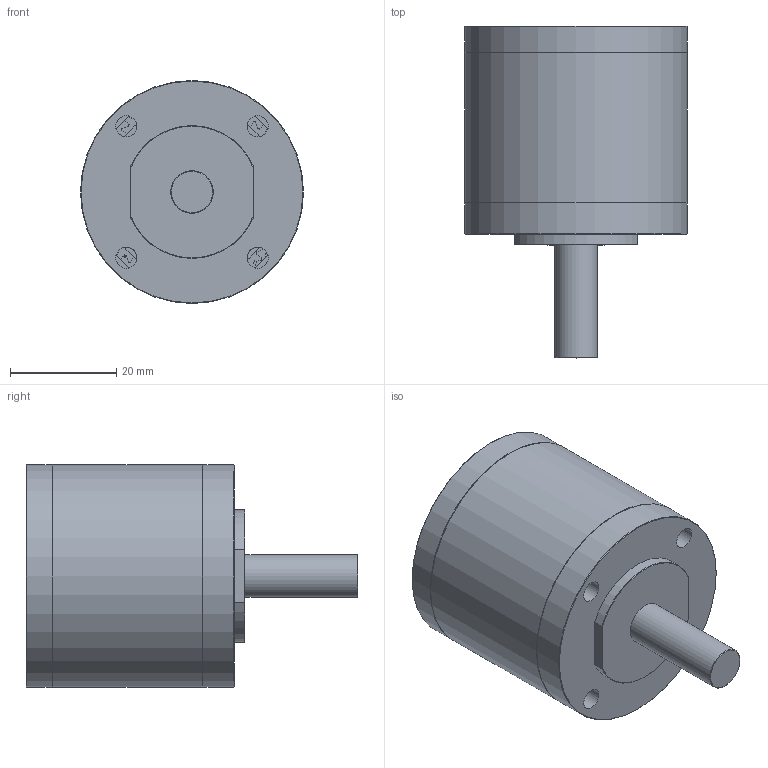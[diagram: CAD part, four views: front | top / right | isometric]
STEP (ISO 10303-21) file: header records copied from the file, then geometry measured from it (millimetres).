
FILE_DESCRIPTION( ( '' ), ' ' );
FILE_NAME( '5768dd00e4b000f7086f5c5c.step', '2016-06-21T06:21:53', ( '' ), ( '' ), ' ', ' ', ' ' );
FILE_SCHEMA( ( 'AUTOMOTIVE_DESIGN { 1 0 10303 214 1 1 1 1 }' ) );
Length unit declared in the file: metre
Products named in the file (9): IG42C-39.2Dtype <1>; フランジ; 39.2; フロントカバー; Dカットシャフト; Assem1; Part 1
Assembly tree (13 placements, depth 3):
  Assem1
    Part 1  x4
    Part 1
    Part 1  x3
    IG42C-39.2Dtype <1>
      フランジ
      39.2
      フロントカバー
      Dカットシャフト
Bounding box: 42 x 62.5 x 42 mm (x, y, z)
Volume: 44100.1 mm3; surface area: 26524.9 mm2
Topology: 12 solids, 12 shells, 1369 faces, 4016 edges, 2679 vertices
Faces by surface type: cylinder 1319, plane 38, cone 12
Full cylindrical faces by diameter (mm): 2 x14, 2.5 x1, 3.2 x2, 4 x4, 4.2 x2, 8 x2, 17.5 x1, 33 x2, 37 x2, 42 x3
Entity records: 18934 total; most frequent: DIRECTION 3722, CARTESIAN_POINT 3175, ORIENTED_EDGE 3088, AXIS2_PLACEMENT_3D 1613, EDGE_CURVE 1544, VERTEX_POINT 1050, CIRCLE 1044, EDGE_LOOP 628
